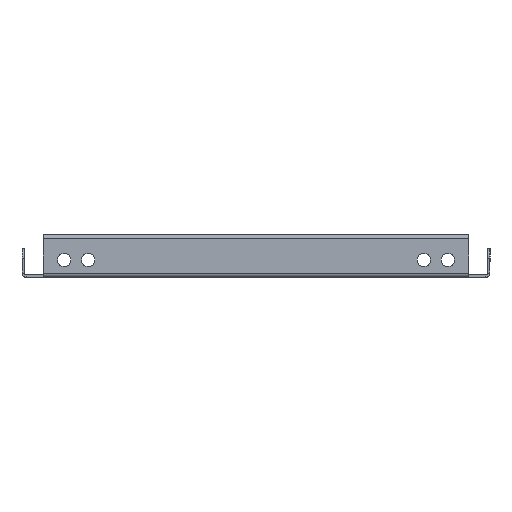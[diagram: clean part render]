
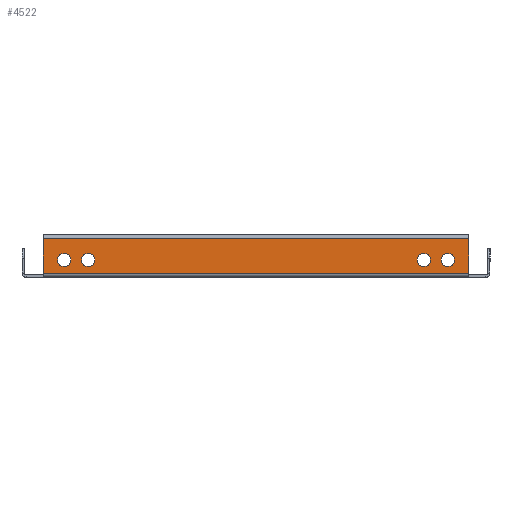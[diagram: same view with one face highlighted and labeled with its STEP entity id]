
A CAD part, left-side view. The second image highlights one B-rep face of the part: STEP entity #4522.
In plain terms, the highlighted planar face has unit normal (-1, 0, 0).
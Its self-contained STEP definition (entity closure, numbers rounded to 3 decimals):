
#25 = VECTOR ( 'NONE', #62, 1000. ) ;
#27 = DIRECTION ( 'NONE',  ( 0., 0., -1. ) ) ;
#36 = ORIENTED_EDGE ( 'NONE', *, *, #661, .T. ) ;
#62 = DIRECTION ( 'NONE',  ( 0., 1., 0. ) ) ;
#67 = CARTESIAN_POINT ( 'NONE',  ( -153.2, 110.8, 1. ) ) ;
#153 = DIRECTION ( 'NONE',  ( 1., 0., 0. ) ) ;
#160 = CARTESIAN_POINT ( 'NONE',  ( -153.2, 0., 0. ) ) ;
#163 = LINE ( 'NONE', #928, #25 ) ;
#296 = AXIS2_PLACEMENT_3D ( 'NONE', #3822, #2052, #5222 ) ;
#304 = EDGE_CURVE ( 'NONE', #5337, #5711, #1494, .T. ) ;
#325 = DIRECTION ( 'NONE',  ( 1., 0., 0. ) ) ;
#397 = EDGE_CURVE ( 'NONE', #2006, #2913, #3461, .T. ) ;
#446 = DIRECTION ( 'NONE',  ( 1., 0., 0. ) ) ;
#552 = EDGE_CURVE ( 'NONE', #2709, #1880, #3658, .T. ) ;
#612 = EDGE_LOOP ( 'NONE', ( #4528, #4544 ) ) ;
#613 = DIRECTION ( 'NONE',  ( 0., 0., -1. ) ) ;
#617 = VERTEX_POINT ( 'NONE', #1787 ) ;
#639 = CIRCLE ( 'NONE', #835, 3.45 ) ;
#661 = EDGE_CURVE ( 'NONE', #3563, #2709, #163, .T. ) ;
#717 = EDGE_CURVE ( 'NONE', #1880, #5450, #1086, .T. ) ;
#835 = AXIS2_PLACEMENT_3D ( 'NONE', #4987, #2711, #27 ) ;
#861 = CIRCLE ( 'NONE', #5407, 3.45 ) ;
#900 = ORIENTED_EDGE ( 'NONE', *, *, #4753, .T. ) ;
#922 = AXIS2_PLACEMENT_3D ( 'NONE', #2803, #5425, #1464 ) ;
#928 = CARTESIAN_POINT ( 'NONE',  ( -153.2, 0., 18.8 ) ) ;
#1086 = LINE ( 'NONE', #1904, #5065 ) ;
#1166 = EDGE_CURVE ( 'NONE', #5450, #3563, #2702, .T. ) ;
#1191 = VERTEX_POINT ( 'NONE', #4874 ) ;
#1236 = FACE_BOUND ( 'NONE', #2860, .T. ) ;
#1459 = DIRECTION ( 'NONE',  ( 0., 0., -1. ) ) ;
#1464 = DIRECTION ( 'NONE',  ( 0., 0., -1. ) ) ;
#1494 = CIRCLE ( 'NONE', #2267, 3.45 ) ;
#1529 = CARTESIAN_POINT ( 'NONE',  ( -153.2, -87.5, 11.25 ) ) ;
#1546 = ORIENTED_EDGE ( 'NONE', *, *, #2802, .T. ) ;
#1622 = AXIS2_PLACEMENT_3D ( 'NONE', #1630, #325, #5641 ) ;
#1630 = CARTESIAN_POINT ( 'NONE',  ( -153.2, 87.5, 7.8 ) ) ;
#1713 = DIRECTION ( 'NONE',  ( 0., 0., -1. ) ) ;
#1736 = DIRECTION ( 'NONE',  ( 1., 0., 0. ) ) ;
#1787 = CARTESIAN_POINT ( 'NONE',  ( -153.2, -87.5, 4.35 ) ) ;
#1790 = CARTESIAN_POINT ( 'NONE',  ( -153.2, -87.5, 7.8 ) ) ;
#1795 = EDGE_LOOP ( 'NONE', ( #2327, #4673 ) ) ;
#1845 = CARTESIAN_POINT ( 'NONE',  ( -153.2, -110.8, 18.8 ) ) ;
#1846 = CARTESIAN_POINT ( 'NONE',  ( -153.2, 110.8, 0. ) ) ;
#1880 = VERTEX_POINT ( 'NONE', #67 ) ;
#1904 = CARTESIAN_POINT ( 'NONE',  ( -153.2, 0., 1. ) ) ;
#1906 = EDGE_CURVE ( 'NONE', #2913, #2006, #639, .T. ) ;
#2006 = VERTEX_POINT ( 'NONE', #2871 ) ;
#2052 = DIRECTION ( 'NONE',  ( 1., 0., 0. ) ) ;
#2086 = VERTEX_POINT ( 'NONE', #1529 ) ;
#2267 = AXIS2_PLACEMENT_3D ( 'NONE', #5445, #2344, #1459 ) ;
#2327 = ORIENTED_EDGE ( 'NONE', *, *, #3019, .T. ) ;
#2344 = DIRECTION ( 'NONE',  ( 1., 0., 0. ) ) ;
#2409 = FACE_BOUND ( 'NONE', #612, .T. ) ;
#2472 = VECTOR ( 'NONE', #4961, 1000. ) ;
#2652 = VERTEX_POINT ( 'NONE', #3650 ) ;
#2701 = AXIS2_PLACEMENT_3D ( 'NONE', #160, #2872, #4655 ) ;
#2702 = LINE ( 'NONE', #3869, #5577 ) ;
#2709 = VERTEX_POINT ( 'NONE', #4640 ) ;
#2711 = DIRECTION ( 'NONE',  ( 1., 0., 0. ) ) ;
#2788 = DIRECTION ( 'NONE',  ( 0., -1., 0. ) ) ;
#2802 = EDGE_CURVE ( 'NONE', #5711, #5337, #4766, .T. ) ;
#2803 = CARTESIAN_POINT ( 'NONE',  ( -153.2, -87.5, 7.8 ) ) ;
#2860 = EDGE_LOOP ( 'NONE', ( #900, #2908 ) ) ;
#2871 = CARTESIAN_POINT ( 'NONE',  ( -153.2, 87.5, 11.25 ) ) ;
#2872 = DIRECTION ( 'NONE',  ( -1., 0., 0. ) ) ;
#2908 = ORIENTED_EDGE ( 'NONE', *, *, #4133, .T. ) ;
#2913 = VERTEX_POINT ( 'NONE', #4872 ) ;
#3019 = EDGE_CURVE ( 'NONE', #2652, #1191, #861, .T. ) ;
#3397 = FACE_BOUND ( 'NONE', #3976, .T. ) ;
#3461 = CIRCLE ( 'NONE', #1622, 3.45 ) ;
#3531 = CARTESIAN_POINT ( 'NONE',  ( -153.2, 100., 4.35 ) ) ;
#3563 = VERTEX_POINT ( 'NONE', #1845 ) ;
#3650 = CARTESIAN_POINT ( 'NONE',  ( -153.2, -100., 4.35 ) ) ;
#3658 = LINE ( 'NONE', #1846, #2472 ) ;
#3710 = EDGE_CURVE ( 'NONE', #1191, #2652, #3758, .T. ) ;
#3758 = CIRCLE ( 'NONE', #5062, 3.45 ) ;
#3822 = CARTESIAN_POINT ( 'NONE',  ( -153.2, 100., 7.8 ) ) ;
#3829 = DIRECTION ( 'NONE',  ( 0., 0., 1. ) ) ;
#3869 = CARTESIAN_POINT ( 'NONE',  ( -153.2, -110.8, 0. ) ) ;
#3932 = AXIS2_PLACEMENT_3D ( 'NONE', #1790, #446, #4071 ) ;
#3976 = EDGE_LOOP ( 'NONE', ( #4983, #1546 ) ) ;
#4071 = DIRECTION ( 'NONE',  ( 0., 0., -1. ) ) ;
#4133 = EDGE_CURVE ( 'NONE', #2086, #617, #4520, .T. ) ;
#4221 = FACE_OUTER_BOUND ( 'NONE', #5327, .T. ) ;
#4300 = ORIENTED_EDGE ( 'NONE', *, *, #552, .T. ) ;
#4314 = CARTESIAN_POINT ( 'NONE',  ( -153.2, 100., 11.25 ) ) ;
#4343 = CARTESIAN_POINT ( 'NONE',  ( -153.2, -100., 7.8 ) ) ;
#4520 = CIRCLE ( 'NONE', #922, 3.45 ) ;
#4522 = ADVANCED_FACE ( 'NONE', ( #3397, #1236, #2409, #4939, #4221 ), #5600, .T. ) ;
#4528 = ORIENTED_EDGE ( 'NONE', *, *, #1906, .T. ) ;
#4544 = ORIENTED_EDGE ( 'NONE', *, *, #397, .T. ) ;
#4604 = ORIENTED_EDGE ( 'NONE', *, *, #1166, .T. ) ;
#4640 = CARTESIAN_POINT ( 'NONE',  ( -153.2, 110.8, 18.8 ) ) ;
#4649 = ORIENTED_EDGE ( 'NONE', *, *, #717, .T. ) ;
#4655 = DIRECTION ( 'NONE',  ( 0., 0., 1. ) ) ;
#4673 = ORIENTED_EDGE ( 'NONE', *, *, #3710, .T. ) ;
#4753 = EDGE_CURVE ( 'NONE', #617, #2086, #5645, .T. ) ;
#4766 = CIRCLE ( 'NONE', #296, 3.45 ) ;
#4872 = CARTESIAN_POINT ( 'NONE',  ( -153.2, 87.5, 4.35 ) ) ;
#4874 = CARTESIAN_POINT ( 'NONE',  ( -153.2, -100., 11.25 ) ) ;
#4939 = FACE_BOUND ( 'NONE', #1795, .T. ) ;
#4961 = DIRECTION ( 'NONE',  ( 0., 0., -1. ) ) ;
#4983 = ORIENTED_EDGE ( 'NONE', *, *, #304, .T. ) ;
#4987 = CARTESIAN_POINT ( 'NONE',  ( -153.2, 87.5, 7.8 ) ) ;
#5062 = AXIS2_PLACEMENT_3D ( 'NONE', #5536, #153, #613 ) ;
#5065 = VECTOR ( 'NONE', #2788, 1000. ) ;
#5222 = DIRECTION ( 'NONE',  ( 0., 0., -1. ) ) ;
#5327 = EDGE_LOOP ( 'NONE', ( #4300, #4649, #4604, #36 ) ) ;
#5337 = VERTEX_POINT ( 'NONE', #3531 ) ;
#5407 = AXIS2_PLACEMENT_3D ( 'NONE', #4343, #1736, #1713 ) ;
#5425 = DIRECTION ( 'NONE',  ( 1., 0., 0. ) ) ;
#5445 = CARTESIAN_POINT ( 'NONE',  ( -153.2, 100., 7.8 ) ) ;
#5450 = VERTEX_POINT ( 'NONE', #5492 ) ;
#5492 = CARTESIAN_POINT ( 'NONE',  ( -153.2, -110.8, 1. ) ) ;
#5536 = CARTESIAN_POINT ( 'NONE',  ( -153.2, -100., 7.8 ) ) ;
#5577 = VECTOR ( 'NONE', #3829, 1000. ) ;
#5600 = PLANE ( 'NONE',  #2701 ) ;
#5641 = DIRECTION ( 'NONE',  ( 0., 0., -1. ) ) ;
#5645 = CIRCLE ( 'NONE', #3932, 3.45 ) ;
#5711 = VERTEX_POINT ( 'NONE', #4314 ) ;
